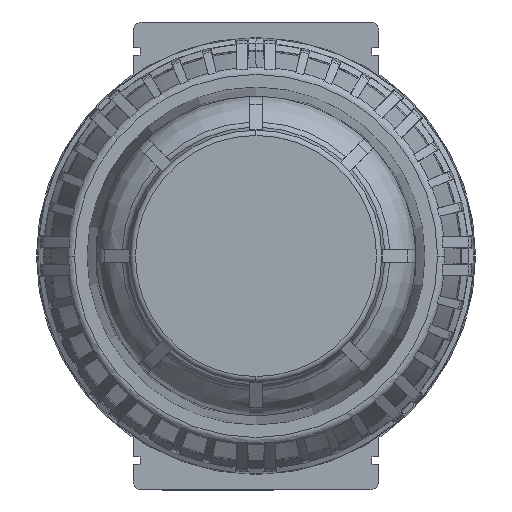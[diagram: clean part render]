
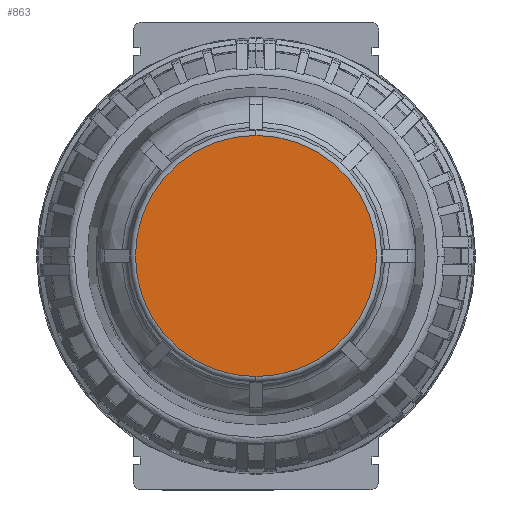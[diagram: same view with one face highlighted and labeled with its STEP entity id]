
A CAD part, front view. The second image highlights one B-rep face of the part: STEP entity #863.
In plain terms, the highlighted planar face has unit normal (0, -1, 0).
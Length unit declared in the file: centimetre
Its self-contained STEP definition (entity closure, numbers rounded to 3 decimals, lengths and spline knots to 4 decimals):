
#7 = CARTESIAN_POINT ( 'NONE',  ( 0., -26.15, 0. ) ) ;
#863 = ADVANCED_FACE ( 'NONE', ( #19499 ), #18633, .T. ) ;
#4125 = CIRCLE ( 'NONE', #33971, 3.2849 ) ;
#4260 = CIRCLE ( 'NONE', #15139, 3.2849 ) ;
#7780 = CARTESIAN_POINT ( 'NONE',  ( 0., -26.15, -3.2849 ) ) ;
#8898 = DIRECTION ( 'NONE',  ( 0., 0., 1. ) ) ;
#11493 = CARTESIAN_POINT ( 'NONE',  ( 0., -26.15, 3.2849 ) ) ;
#13821 = EDGE_CURVE ( 'NONE', #19894, #25652, #4125, .T. ) ;
#14330 = CARTESIAN_POINT ( 'NONE',  ( 3.2849, -26.15, -3.3506 ) ) ;
#15139 = AXIS2_PLACEMENT_3D ( 'NONE', #7, #23574, #18488 ) ;
#16555 = EDGE_LOOP ( 'NONE', ( #28454, #24896 ) ) ;
#17010 = DIRECTION ( 'NONE',  ( 0., -1., 0. ) ) ;
#17349 = AXIS2_PLACEMENT_3D ( 'NONE', #14330, #17010, #21932 ) ;
#18488 = DIRECTION ( 'NONE',  ( 0., 0., 1. ) ) ;
#18633 = PLANE ( 'NONE',  #17349 ) ;
#19499 = FACE_OUTER_BOUND ( 'NONE', #16555, .T. ) ;
#19822 = DIRECTION ( 'NONE',  ( 0., 1., 0. ) ) ;
#19894 = VERTEX_POINT ( 'NONE', #11493 ) ;
#21672 = EDGE_CURVE ( 'NONE', #25652, #19894, #4260, .T. ) ;
#21932 = DIRECTION ( 'NONE',  ( 0., 0., 1. ) ) ;
#22033 = CARTESIAN_POINT ( 'NONE',  ( 0., -26.15, 0. ) ) ;
#23574 = DIRECTION ( 'NONE',  ( 0., 1., 0. ) ) ;
#24896 = ORIENTED_EDGE ( 'NONE', *, *, #21672, .F. ) ;
#25652 = VERTEX_POINT ( 'NONE', #7780 ) ;
#28454 = ORIENTED_EDGE ( 'NONE', *, *, #13821, .F. ) ;
#33971 = AXIS2_PLACEMENT_3D ( 'NONE', #22033, #19822, #8898 ) ;
